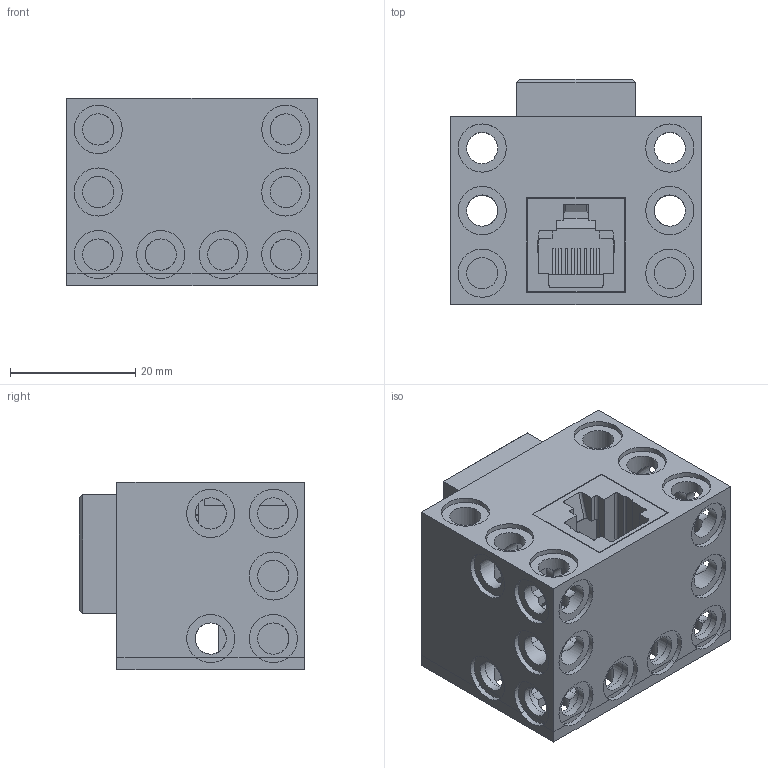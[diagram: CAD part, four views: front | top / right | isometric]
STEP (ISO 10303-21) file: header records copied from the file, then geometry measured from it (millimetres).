
FILE_DESCRIPTION(/* description */ (''),/* implementation_level */ '2;1');
FILE_NAME(/* name */ 'bumper.stp',/* time_stamp */ '2019-04-30T17:20:03+02:00',/* author */ ('Varga Daniel'),/* organization */ (''),/* preprocessor_version */ 'ST-DEVELOPER v17.2',/* originating_system */ 'Autodesk Inventor 2019',/* authorisation */ '');
FILE_SCHEMA (('AUTOMOTIVE_DESIGN { 1 0 10303 214 3 1 1 }'));
Length unit declared in the file: millimetre
Products named in the file (7): bumper; ressort; Bumper_back; Bumper_button; 40732; Buton-1212_Baza; Bumper_front
Assembly tree (6 placements, depth 2):
  bumper
    ressort
    Bumper_back
    Bumper_button
    40732
    Buton-1212_Baza
    Bumper_front
Bounding box: 40 x 36 x 30 mm (x, y, z)
Volume: 20186.3 mm3; surface area: 22223.5 mm2
Topology: 10 solids, 10 shells, 636 faces, 1719 edges, 1125 vertices
Faces by surface type: plane 445, cylinder 181, bspline 4, cone 4, torus 2
Full cylindrical faces by diameter (mm): 1.3 x2, 3 x1, 5 x72, 7.1 x1, 7.7 x28
Entity records: 23044 total; most frequent: CARTESIAN_POINT 6069, ORIENTED_EDGE 3438, DIRECTION 3430, EDGE_CURVE 1719, LINE 1244, VECTOR 1244, VERTEX_POINT 1125, AXIS2_PLACEMENT_3D 1093
